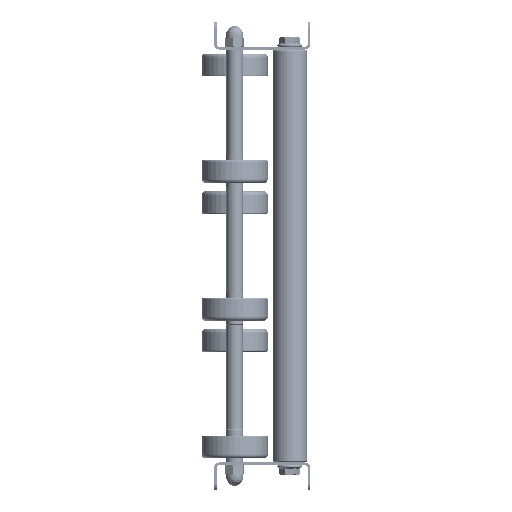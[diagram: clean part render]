
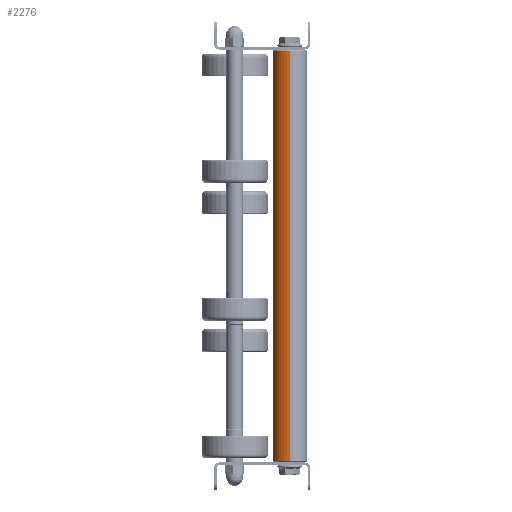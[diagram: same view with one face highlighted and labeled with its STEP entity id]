
A CAD part, left-side view. The second image highlights one B-rep face of the part: STEP entity #2276.
In plain terms, the highlighted cylindrical face has radius 12.5 mm (diameter 25 mm), a partial arc.
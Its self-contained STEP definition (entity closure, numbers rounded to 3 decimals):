
#21 = CARTESIAN_POINT ( 'NONE',  ( 300., 0., 0. ) ) ;
#123 = DIRECTION ( 'NONE',  ( -1., 0., 0. ) ) ;
#1122 = EDGE_CURVE ( 'NONE', #7754, #7267, #6504, .T. ) ;
#1580 = VECTOR ( 'NONE', #5080, 1000. ) ;
#2085 = VECTOR ( 'NONE', #9881, 1000. ) ;
#2148 = DIRECTION ( 'NONE',  ( 0., 0., -1. ) ) ;
#2276 = ADVANCED_FACE ( 'NONE', ( #10827 ), #9218, .T. ) ;
#3192 = CARTESIAN_POINT ( 'NONE',  ( 299., 0., -12.5 ) ) ;
#3628 = CARTESIAN_POINT ( 'NONE',  ( 300., 0., 12.5 ) ) ;
#3634 = EDGE_CURVE ( 'NONE', #14713, #7754, #12960, .T. ) ;
#4250 = AXIS2_PLACEMENT_3D ( 'NONE', #5099, #5399, #2148 ) ;
#5080 = DIRECTION ( 'NONE',  ( -1., 0., 0. ) ) ;
#5099 = CARTESIAN_POINT ( 'NONE',  ( 299., 0., 0. ) ) ;
#5236 = EDGE_CURVE ( 'NONE', #14713, #6026, #5347, .T. ) ;
#5347 = LINE ( 'NONE', #3628, #2085 ) ;
#5399 = DIRECTION ( 'NONE',  ( -1., 0., 0. ) ) ;
#5779 = CARTESIAN_POINT ( 'NONE',  ( 299., 0., 12.5 ) ) ;
#5915 = DIRECTION ( 'NONE',  ( 0., 0., -1. ) ) ;
#5954 = CARTESIAN_POINT ( 'NONE',  ( 1., 0., -12.5 ) ) ;
#6026 = VERTEX_POINT ( 'NONE', #16424 ) ;
#6504 = LINE ( 'NONE', #12653, #1580 ) ;
#7008 = CIRCLE ( 'NONE', #14088, 12.5 ) ;
#7267 = VERTEX_POINT ( 'NONE', #5954 ) ;
#7754 = VERTEX_POINT ( 'NONE', #3192 ) ;
#8925 = DIRECTION ( 'NONE',  ( 1., 0., 0. ) ) ;
#9218 = CYLINDRICAL_SURFACE ( 'NONE', #10950, 12.5 ) ;
#9881 = DIRECTION ( 'NONE',  ( -1., 0., 0. ) ) ;
#10827 = FACE_OUTER_BOUND ( 'NONE', #19589, .T. ) ;
#10950 = AXIS2_PLACEMENT_3D ( 'NONE', #21, #123, #15582 ) ;
#11918 = ORIENTED_EDGE ( 'NONE', *, *, #15981, .T. ) ;
#12176 = ORIENTED_EDGE ( 'NONE', *, *, #1122, .T. ) ;
#12534 = ORIENTED_EDGE ( 'NONE', *, *, #3634, .T. ) ;
#12653 = CARTESIAN_POINT ( 'NONE',  ( 300., 0., -12.5 ) ) ;
#12960 = CIRCLE ( 'NONE', #4250, 12.5 ) ;
#14088 = AXIS2_PLACEMENT_3D ( 'NONE', #16590, #8925, #5915 ) ;
#14713 = VERTEX_POINT ( 'NONE', #5779 ) ;
#15582 = DIRECTION ( 'NONE',  ( 0., 0., 1. ) ) ;
#15981 = EDGE_CURVE ( 'NONE', #7267, #6026, #7008, .T. ) ;
#16320 = ORIENTED_EDGE ( 'NONE', *, *, #5236, .F. ) ;
#16424 = CARTESIAN_POINT ( 'NONE',  ( 1., 0., 12.5 ) ) ;
#16590 = CARTESIAN_POINT ( 'NONE',  ( 1., 0., 0. ) ) ;
#19589 = EDGE_LOOP ( 'NONE', ( #12534, #12176, #11918, #16320 ) ) ;
